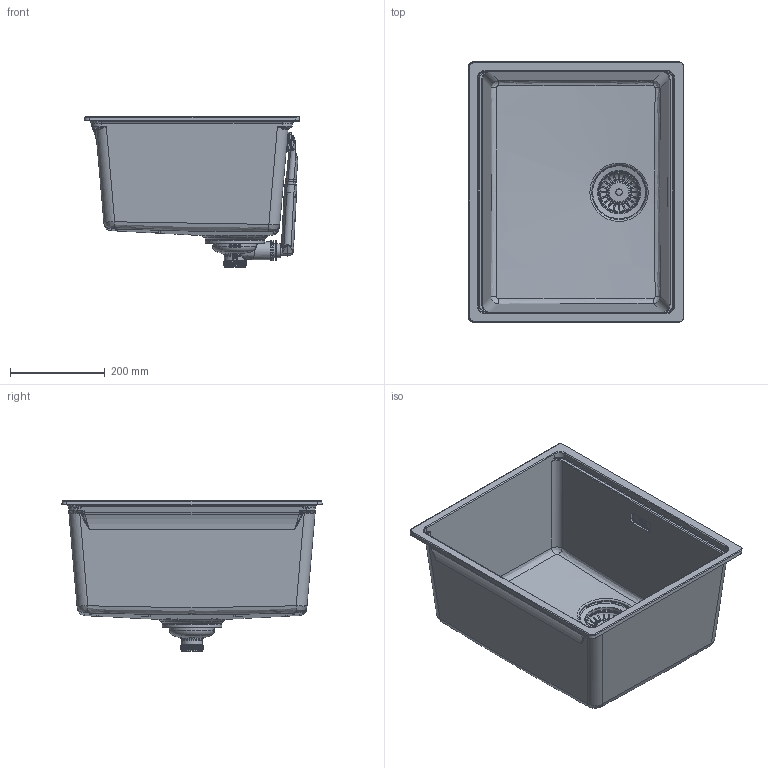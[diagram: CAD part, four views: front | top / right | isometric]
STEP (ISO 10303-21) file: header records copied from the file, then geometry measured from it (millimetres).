
FILE_DESCRIPTION(/* description */ (''),/* implementation_level */ '2;1');
FILE_NAME(/* name */ '20253581_ipt_000.step',/* time_stamp */ '2023-06-19T18:11:36+02:00',/* author */ (''),/* organization */ (''),/* preprocessor_version */ 'ST-DEVELOPER v19.2',/* originating_system */ 'Autodesk Inventor 2023',/* authorisation */ '');
FILE_SCHEMA (('AUTOMOTIVE_DESIGN { 1 0 10303 214 3 1 1 }'));
Length unit declared in the file: millimetre
Products named in the file (1): Standard
Bounding box: 453.2 x 549.17 x 318.09 mm (x, y, z)
Volume: 5352105.9 mm3; surface area: 1320127 mm2
Topology: 4 solids, 9 shells, 2343 faces, 6447 edges, 4173 vertices
Faces by surface type: plane 1458, cylinder 412, bspline 283, torus 99, cone 81, sphere 10
Full cylindrical faces by diameter (mm): 4.125 x1, 12 x1, 14.3 x1, 23.8 x1, 24 x1, 30 x3, 35.585 x1, 38 x1, 39 x1, 42 x3, 44.5 x5, 45 x1, 47.4 x3, 84 x1, 126 x1
Entity records: 88289 total; most frequent: CARTESIAN_POINT 30719, ORIENTED_EDGE 12840, DIRECTION 11159, EDGE_CURVE 6420, VERTEX_POINT 4173, AXIS2_PLACEMENT_3D 4013, LINE 3133, VECTOR 3133
